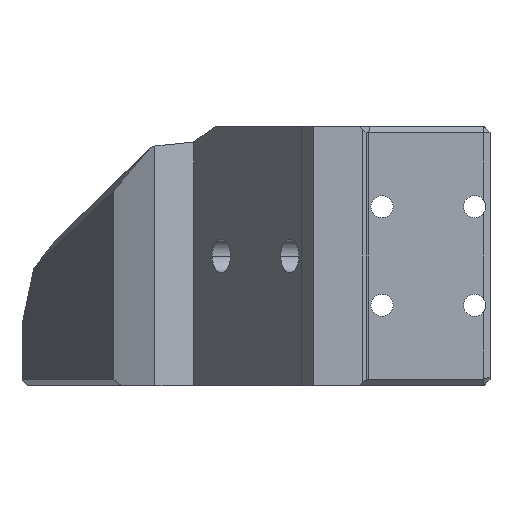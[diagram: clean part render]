
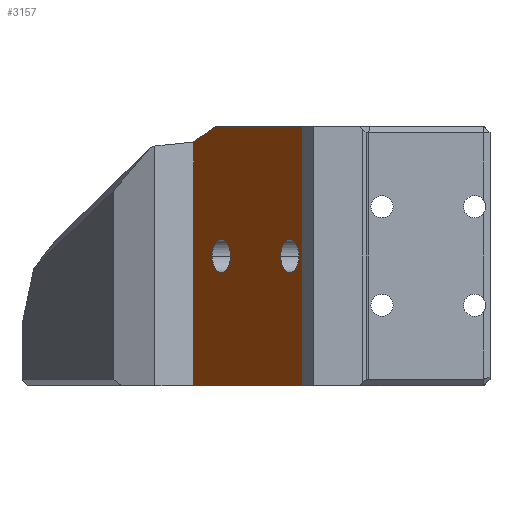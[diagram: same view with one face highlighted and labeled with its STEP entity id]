
A CAD part, left-side view. The second image highlights one B-rep face of the part: STEP entity #3157.
In plain terms, the highlighted planar face has unit normal (-0.555, 0.832, 0).
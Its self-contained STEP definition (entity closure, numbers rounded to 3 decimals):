
#179 = VERTEX_POINT ( 'NONE', #4684 ) ;
#278 = VERTEX_POINT ( 'NONE', #1280 ) ;
#324 = VERTEX_POINT ( 'NONE', #2187 ) ;
#343 = EDGE_CURVE ( 'NONE', #5391, #5001, #2917, .T. ) ;
#350 = DIRECTION ( 'NONE',  ( 0.832, 0.555, 0. ) ) ;
#445 = AXIS2_PLACEMENT_3D ( 'NONE', #5060, #1346, #2251 ) ;
#470 = CARTESIAN_POINT ( 'NONE',  ( 26.842, 27.917, 39.487 ) ) ;
#591 = CIRCLE ( 'NONE', #4632, 2.65 ) ;
#821 = FACE_BOUND ( 'NONE', #3620, .T. ) ;
#863 = VECTOR ( 'NONE', #2165, 1000. ) ;
#866 = DIRECTION ( 'NONE',  ( 0.832, 0.555, 0. ) ) ;
#1042 = DIRECTION ( 'NONE',  ( -0.555, 0.832, 0. ) ) ;
#1069 = EDGE_CURVE ( 'NONE', #278, #5193, #4210, .T. ) ;
#1079 = DIRECTION ( 'NONE',  ( -0.555, 0.832, 0. ) ) ;
#1088 = EDGE_CURVE ( 'NONE', #4102, #179, #1458, .T. ) ;
#1188 = CARTESIAN_POINT ( 'NONE',  ( 3.508, 12.361, 21. ) ) ;
#1280 = CARTESIAN_POINT ( 'NONE',  ( 22.354, 24.925, 21. ) ) ;
#1346 = DIRECTION ( 'NONE',  ( -0.555, 0.832, 0. ) ) ;
#1370 = PLANE ( 'NONE',  #445 ) ;
#1377 = EDGE_CURVE ( 'NONE', #324, #4248, #5147, .T. ) ;
#1435 = DIRECTION ( 'NONE',  ( 0.832, 0.555, 0. ) ) ;
#1458 = LINE ( 'NONE', #4001, #4919 ) ;
#1680 = ORIENTED_EDGE ( 'NONE', *, *, #343, .F. ) ;
#1873 = AXIS2_PLACEMENT_3D ( 'NONE', #2629, #5286, #1435 ) ;
#1877 = DIRECTION ( 'NONE',  ( -0.832, -0.555, 0. ) ) ;
#2004 = ORIENTED_EDGE ( 'NONE', *, *, #2213, .F. ) ;
#2019 = AXIS2_PLACEMENT_3D ( 'NONE', #1188, #1079, #350 ) ;
#2031 = ORIENTED_EDGE ( 'NONE', *, *, #5053, .F. ) ;
#2038 = CIRCLE ( 'NONE', #3842, 2.65 ) ;
#2165 = DIRECTION ( 'NONE',  ( -0.832, -0.555, 0. ) ) ;
#2181 = ORIENTED_EDGE ( 'NONE', *, *, #2958, .T. ) ;
#2185 = VERTEX_POINT ( 'NONE', #4631 ) ;
#2187 = CARTESIAN_POINT ( 'NONE',  ( -2.655, 8.252, 0. ) ) ;
#2213 = EDGE_CURVE ( 'NONE', #2185, #4248, #5524, .T. ) ;
#2251 = DIRECTION ( 'NONE',  ( 0.832, 0.555, 0. ) ) ;
#2293 = CARTESIAN_POINT ( 'NONE',  ( 11.828, 17.908, 0. ) ) ;
#2352 = LINE ( 'NONE', #2293, #4378 ) ;
#2616 = CARTESIAN_POINT ( 'NONE',  ( 3.508, 12.361, 21. ) ) ;
#2629 = CARTESIAN_POINT ( 'NONE',  ( 20.149, 23.455, 21. ) ) ;
#2647 = CARTESIAN_POINT ( 'NONE',  ( 5.713, 13.831, 21. ) ) ;
#2681 = DIRECTION ( 'NONE',  ( 0., 0., -1. ) ) ;
#2729 = DIRECTION ( 'NONE',  ( 0.832, 0.555, 0. ) ) ;
#2735 = CARTESIAN_POINT ( 'NONE',  ( 25.229, 26.841, 40.263 ) ) ;
#2917 = CIRCLE ( 'NONE', #2019, 2.65 ) ;
#2958 = EDGE_CURVE ( 'NONE', #2185, #4102, #4867, .T. ) ;
#3157 = ADVANCED_FACE ( 'NONE', ( #821, #3838, #4647 ), #1370, .T. ) ;
#3345 = DIRECTION ( 'NONE',  ( 0., 0., 1. ) ) ;
#3582 = ORIENTED_EDGE ( 'NONE', *, *, #1069, .F. ) ;
#3619 = EDGE_CURVE ( 'NONE', #5001, #5391, #2038, .T. ) ;
#3620 = EDGE_LOOP ( 'NONE', ( #3582, #2031 ) ) ;
#3627 = ORIENTED_EDGE ( 'NONE', *, *, #1377, .T. ) ;
#3838 = FACE_BOUND ( 'NONE', #4859, .T. ) ;
#3842 = AXIS2_PLACEMENT_3D ( 'NONE', #2616, #4827, #866 ) ;
#4001 = CARTESIAN_POINT ( 'NONE',  ( 26.842, 27.917, 0. ) ) ;
#4072 = ORIENTED_EDGE ( 'NONE', *, *, #4337, .T. ) ;
#4102 = VERTEX_POINT ( 'NONE', #470 ) ;
#4122 = EDGE_LOOP ( 'NONE', ( #2004, #2181, #5022, #4072, #3627 ) ) ;
#4202 = CARTESIAN_POINT ( 'NONE',  ( -2.655, 8.252, 0. ) ) ;
#4210 = CIRCLE ( 'NONE', #1873, 2.65 ) ;
#4248 = VERTEX_POINT ( 'NONE', #4461 ) ;
#4337 = EDGE_CURVE ( 'NONE', #179, #324, #2352, .T. ) ;
#4359 = VECTOR ( 'NONE', #3345, 1000. ) ;
#4378 = VECTOR ( 'NONE', #1877, 1000. ) ;
#4450 = DIRECTION ( 'NONE',  ( 0.773, 0.515, -0.371 ) ) ;
#4461 = CARTESIAN_POINT ( 'NONE',  ( -2.655, 8.252, 42. ) ) ;
#4477 = CARTESIAN_POINT ( 'NONE',  ( 20.149, 23.455, 21. ) ) ;
#4502 = CARTESIAN_POINT ( 'NONE',  ( 17.944, 21.985, 21. ) ) ;
#4631 = CARTESIAN_POINT ( 'NONE',  ( 21.615, 24.433, 42. ) ) ;
#4632 = AXIS2_PLACEMENT_3D ( 'NONE', #4477, #1042, #2729 ) ;
#4647 = FACE_OUTER_BOUND ( 'NONE', #4122, .T. ) ;
#4684 = CARTESIAN_POINT ( 'NONE',  ( 26.842, 27.917, 0. ) ) ;
#4710 = CARTESIAN_POINT ( 'NONE',  ( 11.828, 17.908, 42. ) ) ;
#4750 = VECTOR ( 'NONE', #4450, 1000. ) ;
#4762 = CARTESIAN_POINT ( 'NONE',  ( 1.303, 10.891, 21. ) ) ;
#4827 = DIRECTION ( 'NONE',  ( -0.555, 0.832, 0. ) ) ;
#4859 = EDGE_LOOP ( 'NONE', ( #1680, #5134 ) ) ;
#4867 = LINE ( 'NONE', #2735, #4750 ) ;
#4919 = VECTOR ( 'NONE', #2681, 1000. ) ;
#5001 = VERTEX_POINT ( 'NONE', #4762 ) ;
#5022 = ORIENTED_EDGE ( 'NONE', *, *, #1088, .T. ) ;
#5053 = EDGE_CURVE ( 'NONE', #5193, #278, #591, .T. ) ;
#5060 = CARTESIAN_POINT ( 'NONE',  ( 11.828, 17.908, 0. ) ) ;
#5134 = ORIENTED_EDGE ( 'NONE', *, *, #3619, .F. ) ;
#5147 = LINE ( 'NONE', #4202, #4359 ) ;
#5193 = VERTEX_POINT ( 'NONE', #4502 ) ;
#5286 = DIRECTION ( 'NONE',  ( -0.555, 0.832, 0. ) ) ;
#5391 = VERTEX_POINT ( 'NONE', #2647 ) ;
#5524 = LINE ( 'NONE', #4710, #863 ) ;
